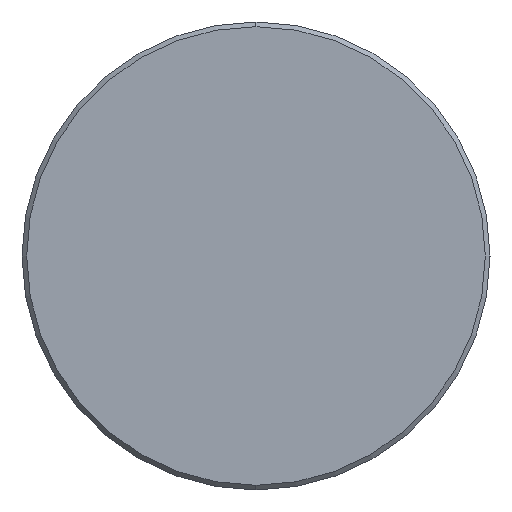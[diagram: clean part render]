
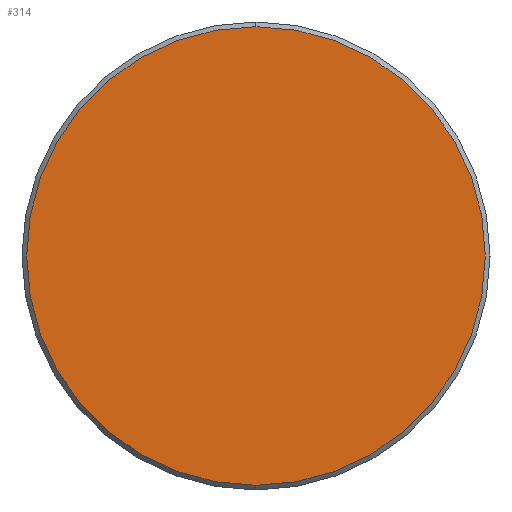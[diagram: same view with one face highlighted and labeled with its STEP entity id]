
A CAD part, left-side view. The second image highlights one B-rep face of the part: STEP entity #314.
In plain terms, the highlighted planar face has unit normal (-1, 0, 0).
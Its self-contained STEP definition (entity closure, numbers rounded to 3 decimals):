
#47 = FACE_OUTER_BOUND ( 'NONE', #481, .T. ) ;
#90 = DIRECTION ( 'NONE',  ( 0., 0., -1. ) ) ;
#91 = AXIS2_PLACEMENT_3D ( 'NONE', #144, #330, #151 ) ;
#95 = VERTEX_POINT ( 'NONE', #138 ) ;
#115 = PLANE ( 'NONE',  #186 ) ;
#130 = CARTESIAN_POINT ( 'NONE',  ( 0., 0., -14.7 ) ) ;
#138 = CARTESIAN_POINT ( 'NONE',  ( 0., 0., 14.7 ) ) ;
#144 = CARTESIAN_POINT ( 'NONE',  ( 0., 0., 0. ) ) ;
#151 = DIRECTION ( 'NONE',  ( 0., 0., 1. ) ) ;
#173 = EDGE_CURVE ( 'NONE', #95, #473, #257, .T. ) ;
#186 = AXIS2_PLACEMENT_3D ( 'NONE', #268, #340, #90 ) ;
#199 = DIRECTION ( 'NONE',  ( -1., 0., 0. ) ) ;
#257 = CIRCLE ( 'NONE', #91, 14.7 ) ;
#268 = CARTESIAN_POINT ( 'NONE',  ( 0., 0., 0. ) ) ;
#290 = AXIS2_PLACEMENT_3D ( 'NONE', #304, #199, #306 ) ;
#304 = CARTESIAN_POINT ( 'NONE',  ( 0., 0., 0. ) ) ;
#306 = DIRECTION ( 'NONE',  ( 0., 0., 1. ) ) ;
#314 = ADVANCED_FACE ( 'NONE', ( #47 ), #115, .F. ) ;
#316 = EDGE_CURVE ( 'NONE', #473, #95, #442, .T. ) ;
#328 = ORIENTED_EDGE ( 'NONE', *, *, #316, .T. ) ;
#330 = DIRECTION ( 'NONE',  ( -1., 0., 0. ) ) ;
#340 = DIRECTION ( 'NONE',  ( 1., 0., 0. ) ) ;
#365 = ORIENTED_EDGE ( 'NONE', *, *, #173, .T. ) ;
#442 = CIRCLE ( 'NONE', #290, 14.7 ) ;
#473 = VERTEX_POINT ( 'NONE', #130 ) ;
#481 = EDGE_LOOP ( 'NONE', ( #328, #365 ) ) ;
